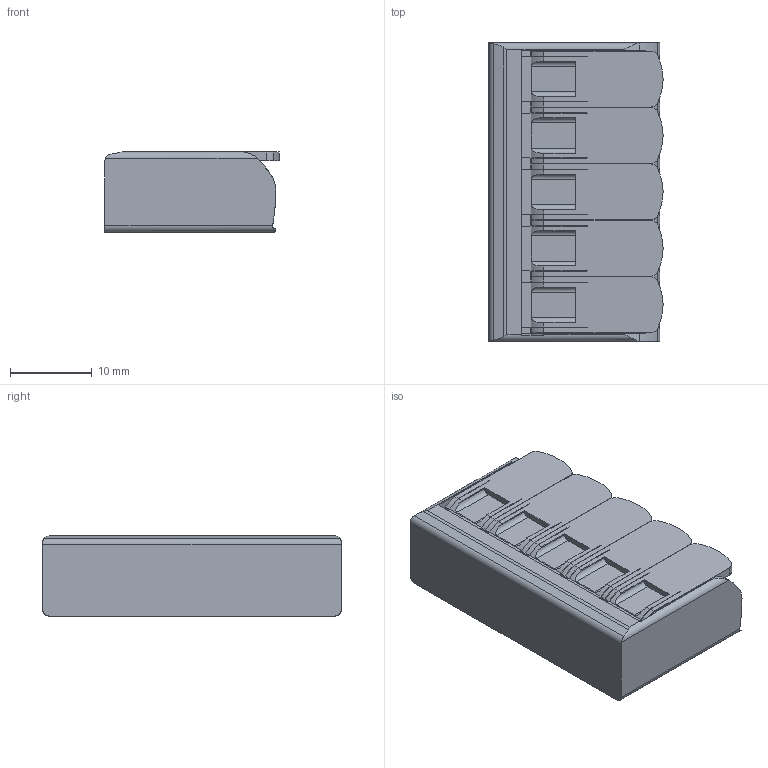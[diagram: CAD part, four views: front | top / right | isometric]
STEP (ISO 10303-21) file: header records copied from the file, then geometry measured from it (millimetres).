
FILE_DESCRIPTION(/* description */ ('STEP AP203'),/* implementation_level */ '2;1');
FILE_NAME(/* name */ 'wago.step',/* time_stamp */ '2024-09-27T15:45:19+02:00',/* author */ (''),/* organization */ (''),/* preprocessor_version */ 'ST-DEVELOPER v20',/* originating_system */ 'Autodesk Translation Framework v13.20.0.188',/* authorisation */ '');
FILE_SCHEMA (('AUTOMOTIVE_DESIGN { 1 0 10303 214 3 1 1 }'));
Length unit declared in the file: millimetre
Products named in the file (1): WAGO 221-615
Bounding box: 21.3 x 36.5 x 9.8 mm (x, y, z)
Volume: 6856.2 mm3; surface area: 3527.1 mm2
Topology: 1 solids, 1 shells, 231 faces, 687 edges, 458 vertices
Faces by surface type: plane 136, cylinder 95
Entity records: 8180 total; most frequent: CARTESIAN_POINT 1884, ORIENTED_EDGE 1374, DIRECTION 1271, EDGE_CURVE 687, VERTEX_POINT 458, LINE 445, VECTOR 445, AXIS2_PLACEMENT_3D 413
